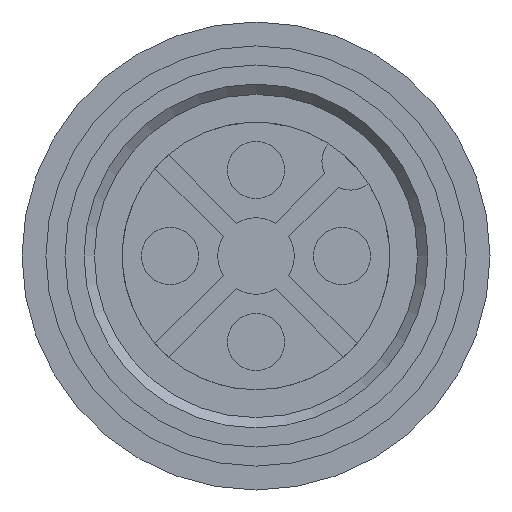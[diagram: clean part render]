
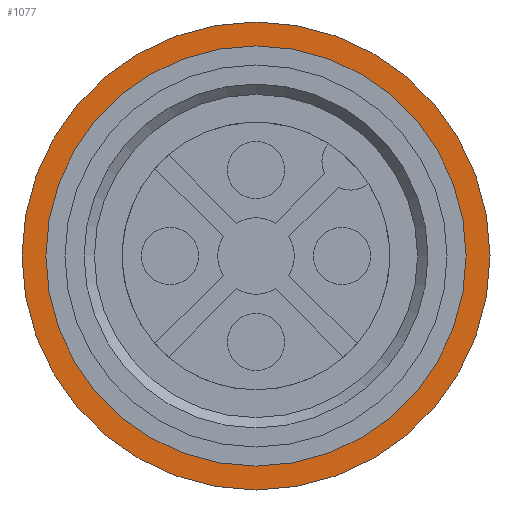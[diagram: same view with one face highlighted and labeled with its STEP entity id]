
A CAD part, left-side view. The second image highlights one B-rep face of the part: STEP entity #1077.
In plain terms, the highlighted planar face has unit normal (-1, 0, 0).
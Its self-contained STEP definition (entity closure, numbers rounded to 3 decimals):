
#73=PLANE('',#1200);
#309=ORIENTED_EDGE('',*,*,#588,.F.);
#310=ORIENTED_EDGE('',*,*,#587,.T.);
#587=EDGE_CURVE('',#721,#721,#799,.T.);
#588=EDGE_CURVE('',#722,#722,#800,.T.);
#721=VERTEX_POINT('',#1814);
#722=VERTEX_POINT('',#1817);
#799=CIRCLE('',#1199,11.);
#800=CIRCLE('',#1201,12.25);
#865=EDGE_LOOP('',(#309));
#866=EDGE_LOOP('',(#310));
#967=FACE_BOUND('',#865,.T.);
#968=FACE_BOUND('',#866,.T.);
#1077=ADVANCED_FACE('',(#967,#968),#73,.F.);
#1199=AXIS2_PLACEMENT_3D('',#1813,#1432,#1433);
#1200=AXIS2_PLACEMENT_3D('',#1815,#1434,#1435);
#1201=AXIS2_PLACEMENT_3D('',#1816,#1436,#1437);
#1432=DIRECTION('',(1.,0.,0.));
#1433=DIRECTION('',(0.,0.,-1.));
#1434=DIRECTION('',(1.,0.,0.));
#1435=DIRECTION('',(0.,0.,-1.));
#1436=DIRECTION('',(1.,0.,0.));
#1437=DIRECTION('',(0.,0.,-1.));
#1813=CARTESIAN_POINT('',(0.,0.,0.));
#1814=CARTESIAN_POINT('',(0.,0.,-11.));
#1815=CARTESIAN_POINT('',(0.,11.,0.));
#1816=CARTESIAN_POINT('',(0.,0.,0.));
#1817=CARTESIAN_POINT('',(0.,0.,-12.25));
